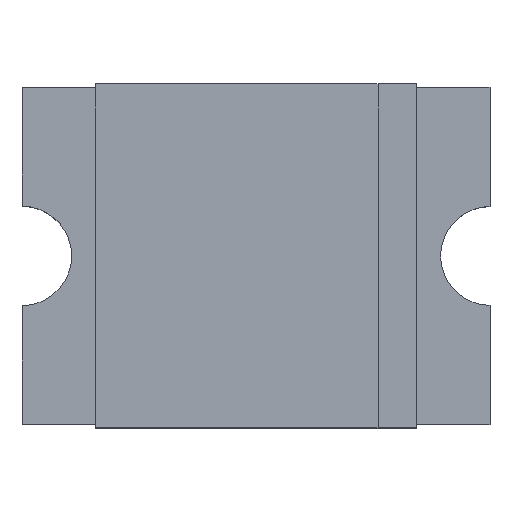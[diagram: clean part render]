
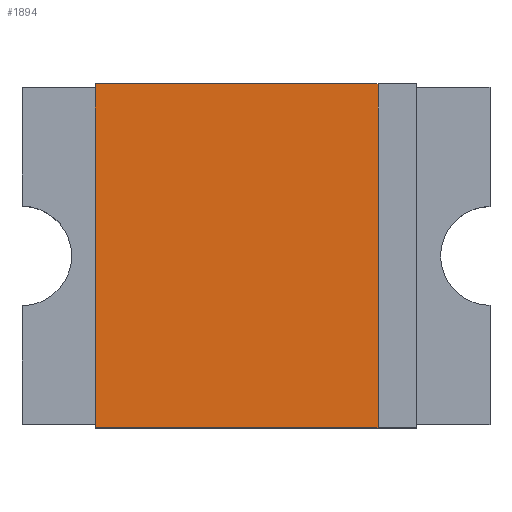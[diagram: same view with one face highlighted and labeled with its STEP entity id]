
A CAD part, top view. The second image highlights one B-rep face of the part: STEP entity #1894.
In plain terms, the highlighted planar face has unit normal (0, 0, 1).
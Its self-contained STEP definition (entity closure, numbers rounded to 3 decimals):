
#470 = PLANE('',#471);
#471 = AXIS2_PLACEMENT_3D('',#472,#473,#474);
#472 = CARTESIAN_POINT('',(-1.625,1.74,0.));
#473 = DIRECTION('',(0.,-1.,0.));
#474 = DIRECTION('',(0.,0.,-1.));
#526 = PLANE('',#527);
#527 = AXIS2_PLACEMENT_3D('',#528,#529,#530);
#528 = CARTESIAN_POINT('',(-1.625,-1.74,0.));
#529 = DIRECTION('',(0.,-1.,0.));
#530 = DIRECTION('',(0.,0.,-1.));
#685 = PLANE('',#686);
#686 = AXIS2_PLACEMENT_3D('',#687,#688,#689);
#687 = CARTESIAN_POINT('',(-1.625,1.705,1.035));
#688 = DIRECTION('',(1.,0.,0.));
#689 = DIRECTION('',(0.,1.,0.));
#705 = VERTEX_POINT('',#706);
#706 = CARTESIAN_POINT('',(-1.625,-1.74,1.035));
#727 = EDGE_CURVE('',#728,#705,#730,.T.);
#728 = VERTEX_POINT('',#729);
#729 = CARTESIAN_POINT('',(-1.625,1.74,1.035));
#730 = SURFACE_CURVE('',#731,(#735,#742),.PCURVE_S1.);
#731 = LINE('',#732,#733);
#732 = CARTESIAN_POINT('',(-1.625,1.705,1.035));
#733 = VECTOR('',#734,1.);
#734 = DIRECTION('',(0.,-1.,0.));
#735 = PCURVE('',#685,#736);
#736 = DEFINITIONAL_REPRESENTATION('',(#737),#741);
#737 = LINE('',#738,#739);
#738 = CARTESIAN_POINT('',(0.,0.));
#739 = VECTOR('',#740,1.);
#740 = DIRECTION('',(-1.,0.));
#741 = ( GEOMETRIC_REPRESENTATION_CONTEXT(2) 
PARAMETRIC_REPRESENTATION_CONTEXT() REPRESENTATION_CONTEXT('2D SPACE',''
  ) );
#742 = PCURVE('',#743,#748);
#743 = PLANE('',#744);
#744 = AXIS2_PLACEMENT_3D('',#745,#746,#747);
#745 = CARTESIAN_POINT('',(1.625,1.705,1.035));
#746 = DIRECTION('',(0.,0.,-1.));
#747 = DIRECTION('',(-1.,0.,0.));
#748 = DEFINITIONAL_REPRESENTATION('',(#749),#753);
#749 = LINE('',#750,#751);
#750 = CARTESIAN_POINT('',(3.25,0.));
#751 = VECTOR('',#752,1.);
#752 = DIRECTION('',(0.,-1.));
#753 = ( GEOMETRIC_REPRESENTATION_CONTEXT(2) 
PARAMETRIC_REPRESENTATION_CONTEXT() REPRESENTATION_CONTEXT('2D SPACE',''
  ) );
#871 = EDGE_CURVE('',#728,#872,#874,.T.);
#872 = VERTEX_POINT('',#873);
#873 = CARTESIAN_POINT('',(1.237,1.74,1.035));
#874 = SURFACE_CURVE('',#875,(#879,#886),.PCURVE_S1.);
#875 = LINE('',#876,#877);
#876 = CARTESIAN_POINT('',(-1.625,1.74,1.035));
#877 = VECTOR('',#878,1.);
#878 = DIRECTION('',(1.,0.,0.));
#879 = PCURVE('',#470,#880);
#880 = DEFINITIONAL_REPRESENTATION('',(#881),#885);
#881 = LINE('',#882,#883);
#882 = CARTESIAN_POINT('',(-1.035,0.));
#883 = VECTOR('',#884,1.);
#884 = DIRECTION('',(0.,1.));
#885 = ( GEOMETRIC_REPRESENTATION_CONTEXT(2) 
PARAMETRIC_REPRESENTATION_CONTEXT() REPRESENTATION_CONTEXT('2D SPACE',''
  ) );
#886 = PCURVE('',#743,#887);
#887 = DEFINITIONAL_REPRESENTATION('',(#888),#892);
#888 = LINE('',#889,#890);
#889 = CARTESIAN_POINT('',(3.25,0.035));
#890 = VECTOR('',#891,1.);
#891 = DIRECTION('',(-1.,0.));
#892 = ( GEOMETRIC_REPRESENTATION_CONTEXT(2) 
PARAMETRIC_REPRESENTATION_CONTEXT() REPRESENTATION_CONTEXT('2D SPACE',''
  ) );
#910 = PLANE('',#911);
#911 = AXIS2_PLACEMENT_3D('',#912,#913,#914);
#912 = CARTESIAN_POINT('',(1.237,1.74,1.035));
#913 = DIRECTION('',(-1.,0.,0.));
#914 = DIRECTION('',(0.,0.,1.));
#972 = VERTEX_POINT('',#973);
#973 = CARTESIAN_POINT('',(1.237,-1.74,1.035));
#994 = EDGE_CURVE('',#972,#705,#995,.T.);
#995 = SURFACE_CURVE('',#996,(#1000,#1007),.PCURVE_S1.);
#996 = LINE('',#997,#998);
#997 = CARTESIAN_POINT('',(-1.625,-1.74,1.035));
#998 = VECTOR('',#999,1.);
#999 = DIRECTION('',(-1.,0.,0.));
#1000 = PCURVE('',#526,#1001);
#1001 = DEFINITIONAL_REPRESENTATION('',(#1002),#1006);
#1002 = LINE('',#1003,#1004);
#1003 = CARTESIAN_POINT('',(-1.035,0.));
#1004 = VECTOR('',#1005,1.);
#1005 = DIRECTION('',(0.,-1.));
#1006 = ( GEOMETRIC_REPRESENTATION_CONTEXT(2) 
PARAMETRIC_REPRESENTATION_CONTEXT() REPRESENTATION_CONTEXT('2D SPACE',''
  ) );
#1007 = PCURVE('',#743,#1008);
#1008 = DEFINITIONAL_REPRESENTATION('',(#1009),#1013);
#1009 = LINE('',#1010,#1011);
#1010 = CARTESIAN_POINT('',(3.25,-3.445));
#1011 = VECTOR('',#1012,1.);
#1012 = DIRECTION('',(1.,0.));
#1013 = ( GEOMETRIC_REPRESENTATION_CONTEXT(2) 
PARAMETRIC_REPRESENTATION_CONTEXT() REPRESENTATION_CONTEXT('2D SPACE',''
  ) );
#1894 = ADVANCED_FACE('',(#1895),#743,.F.);
#1895 = FACE_BOUND('',#1896,.T.);
#1896 = EDGE_LOOP('',(#1897,#1898,#1919,#1920));
#1897 = ORIENTED_EDGE('',*,*,#994,.F.);
#1898 = ORIENTED_EDGE('',*,*,#1899,.F.);
#1899 = EDGE_CURVE('',#872,#972,#1900,.T.);
#1900 = SURFACE_CURVE('',#1901,(#1905,#1912),.PCURVE_S1.);
#1901 = LINE('',#1902,#1903);
#1902 = CARTESIAN_POINT('',(1.237,1.74,1.035));
#1903 = VECTOR('',#1904,1.);
#1904 = DIRECTION('',(0.,-1.,0.));
#1905 = PCURVE('',#743,#1906);
#1906 = DEFINITIONAL_REPRESENTATION('',(#1907),#1911);
#1907 = LINE('',#1908,#1909);
#1908 = CARTESIAN_POINT('',(0.388,0.035));
#1909 = VECTOR('',#1910,1.);
#1910 = DIRECTION('',(0.,-1.));
#1911 = ( GEOMETRIC_REPRESENTATION_CONTEXT(2) 
PARAMETRIC_REPRESENTATION_CONTEXT() REPRESENTATION_CONTEXT('2D SPACE',''
  ) );
#1912 = PCURVE('',#910,#1913);
#1913 = DEFINITIONAL_REPRESENTATION('',(#1914),#1918);
#1914 = LINE('',#1915,#1916);
#1915 = CARTESIAN_POINT('',(0.,0.));
#1916 = VECTOR('',#1917,1.);
#1917 = DIRECTION('',(0.,-1.));
#1918 = ( GEOMETRIC_REPRESENTATION_CONTEXT(2) 
PARAMETRIC_REPRESENTATION_CONTEXT() REPRESENTATION_CONTEXT('2D SPACE',''
  ) );
#1919 = ORIENTED_EDGE('',*,*,#871,.F.);
#1920 = ORIENTED_EDGE('',*,*,#727,.T.);
